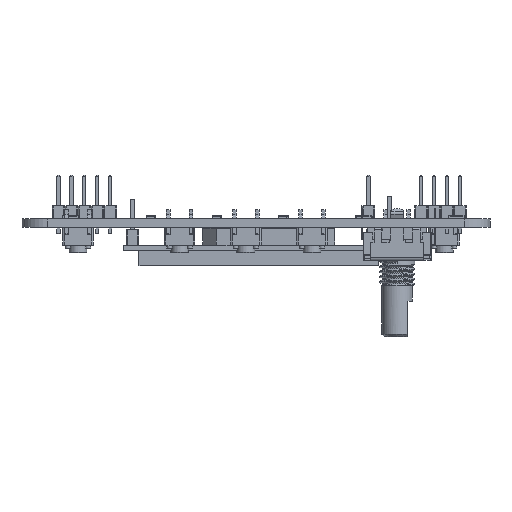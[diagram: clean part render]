
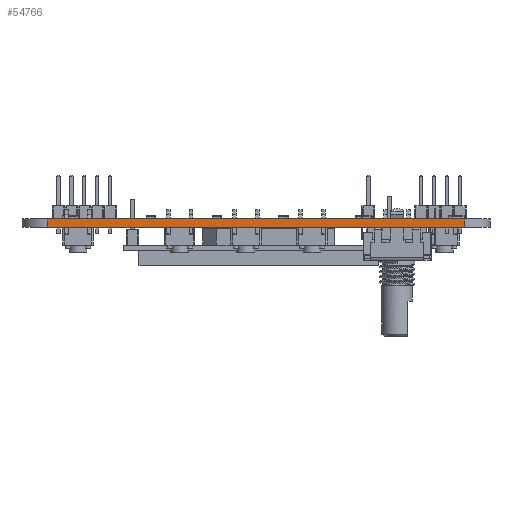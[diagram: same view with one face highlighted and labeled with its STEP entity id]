
A CAD part, left-side view. The second image highlights one B-rep face of the part: STEP entity #54766.
In plain terms, the highlighted planar face has unit normal (-1, 0, 0).
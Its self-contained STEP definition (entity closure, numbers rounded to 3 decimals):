
#52225 = VERTEX_POINT('',#52226);
#52226 = CARTESIAN_POINT('',(0.,-5.,0.));
#52233 = EDGE_CURVE('',#52234,#52225,#52236,.T.);
#52234 = VERTEX_POINT('',#52235);
#52235 = CARTESIAN_POINT('',(0.,-87.,0.));
#52236 = LINE('',#52237,#52238);
#52237 = CARTESIAN_POINT('',(0.,-87.,0.));
#52238 = VECTOR('',#52239,1.);
#52239 = DIRECTION('',(0.,1.,0.));
#53482 = VERTEX_POINT('',#53483);
#53483 = CARTESIAN_POINT('',(0.,-5.,1.6));
#53490 = EDGE_CURVE('',#53491,#53482,#53493,.T.);
#53491 = VERTEX_POINT('',#53492);
#53492 = CARTESIAN_POINT('',(0.,-87.,1.6));
#53493 = LINE('',#53494,#53495);
#53494 = CARTESIAN_POINT('',(0.,-87.,1.6));
#53495 = VECTOR('',#53496,1.);
#53496 = DIRECTION('',(0.,1.,0.));
#54736 = EDGE_CURVE('',#52225,#53482,#54737,.T.);
#54737 = LINE('',#54738,#54739);
#54738 = CARTESIAN_POINT('',(0.,-5.,0.));
#54739 = VECTOR('',#54740,1.);
#54740 = DIRECTION('',(0.,0.,1.));
#54766 = ADVANCED_FACE('',(#54767),#54778,.T.);
#54767 = FACE_BOUND('',#54768,.T.);
#54768 = EDGE_LOOP('',(#54769,#54775,#54776,#54777));
#54769 = ORIENTED_EDGE('',*,*,#54770,.T.);
#54770 = EDGE_CURVE('',#52234,#53491,#54771,.T.);
#54771 = LINE('',#54772,#54773);
#54772 = CARTESIAN_POINT('',(0.,-87.,0.));
#54773 = VECTOR('',#54774,1.);
#54774 = DIRECTION('',(0.,0.,1.));
#54775 = ORIENTED_EDGE('',*,*,#53490,.T.);
#54776 = ORIENTED_EDGE('',*,*,#54736,.F.);
#54777 = ORIENTED_EDGE('',*,*,#52233,.F.);
#54778 = PLANE('',#54779);
#54779 = AXIS2_PLACEMENT_3D('',#54780,#54781,#54782);
#54780 = CARTESIAN_POINT('',(0.,-87.,0.));
#54781 = DIRECTION('',(-1.,0.,0.));
#54782 = DIRECTION('',(0.,1.,0.));
